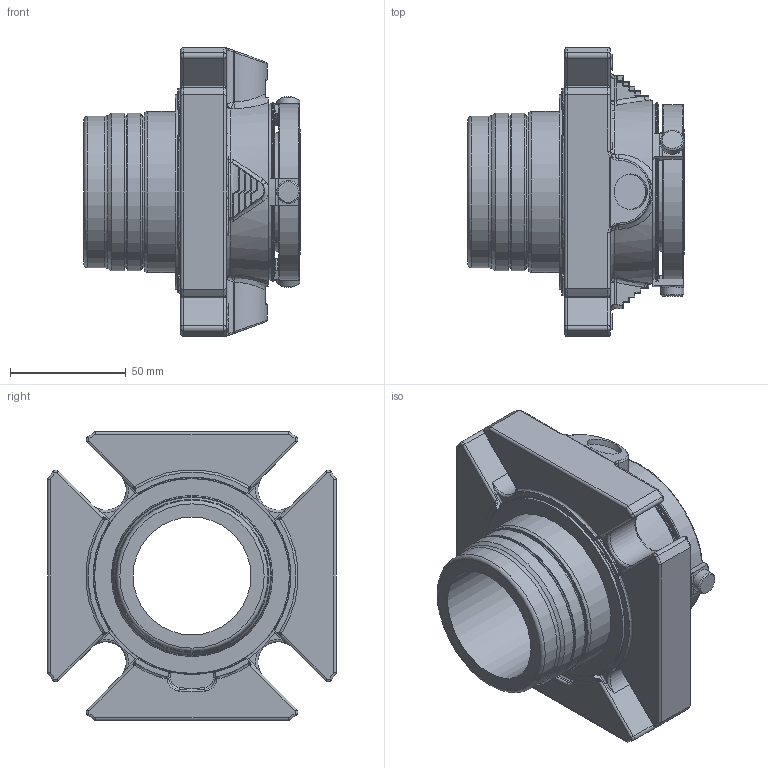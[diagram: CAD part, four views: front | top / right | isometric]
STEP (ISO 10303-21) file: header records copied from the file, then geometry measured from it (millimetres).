
FILE_DESCRIPTION(/* description */ ('Unknown'),/* implementation_level */ '2;1');
FILE_NAME(/* name */ '2.000',/* time_stamp */ '2023-01-30T13:37:39+00:00',/* author */ ('Unknown'),/* organization */ ('Unknown'),/* preprocessor_version */ 'ST-DEVELOPER v16.7',/* originating_system */ 'Solid Edge',/* authorisation */ 'Unknown');
FILE_SCHEMA (('AUTOMOTIVE_DESIGN {1 0 10303 214 3 1 1}'));
Length unit declared in the file: millimetre
Products named in the file (1): 2.000
Bounding box: 93.24 x 124.46 x 124.46 mm (x, y, z)
Volume: 383045.4 mm3; surface area: 77615 mm2
Topology: 1 solids, 1 shells, 1064 faces, 2752 edges, 1688 vertices
Faces by surface type: cylinder 343, plane 305, bspline 237, torus 121, sphere 32, cone 26
Full cylindrical faces by diameter (mm): 4.837 x2, 10 x3, 15.342 x2, 50.8 x1, 50.902 x1, 54.534 x1, 65.253 x1, 65.913 x2, 67.894 x1, 67.996 x1, 69.494 x1, 75.692 x2, 77.216 x1, 81.229 x1, 84 x1, 84.176 x1, 84.582 x1, 84.836 x1
Entity records: 35518 total; most frequent: CARTESIAN_POINT 11361, ORIENTED_EDGE 5298, DIRECTION 4634, EDGE_CURVE 2649, AXIS2_PLACEMENT_3D 1742, VERTEX_POINT 1665, EDGE_LOOP 1164, FACE_BOUND 1164
